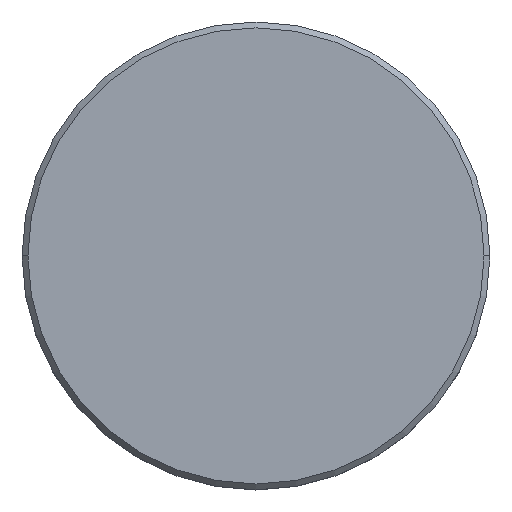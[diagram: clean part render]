
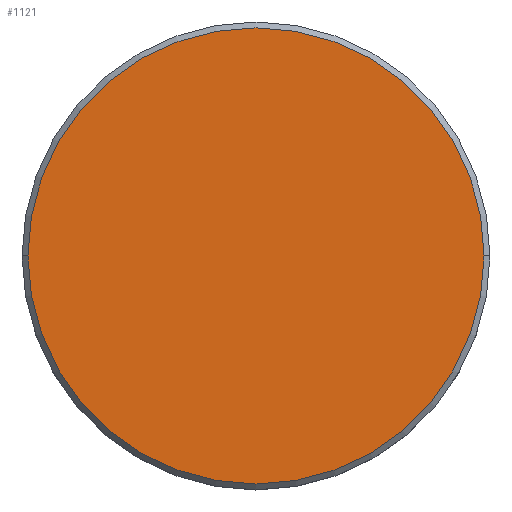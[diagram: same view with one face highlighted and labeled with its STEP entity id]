
A CAD part, top view. The second image highlights one B-rep face of the part: STEP entity #1121.
In plain terms, the highlighted planar face has unit normal (0, 0, 1).
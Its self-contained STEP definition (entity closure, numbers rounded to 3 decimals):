
#39 = EDGE_CURVE ( 'NONE', #345, #779, #789, .T. ) ;
#128 = EDGE_CURVE ( 'NONE', #779, #345, #517, .T. ) ;
#172 = ORIENTED_EDGE ( 'NONE', *, *, #128, .T. ) ;
#232 = PLANE ( 'NONE',  #864 ) ;
#278 = DIRECTION ( 'NONE',  ( 0., 0., 1. ) ) ;
#326 = DIRECTION ( 'NONE',  ( 1., 0., 0. ) ) ;
#345 = VERTEX_POINT ( 'NONE', #505 ) ;
#425 = ORIENTED_EDGE ( 'NONE', *, *, #39, .T. ) ;
#459 = EDGE_LOOP ( 'NONE', ( #172, #425 ) ) ;
#461 = CARTESIAN_POINT ( 'NONE',  ( 0., 0., 0. ) ) ;
#475 = AXIS2_PLACEMENT_3D ( 'NONE', #461, #278, #326 ) ;
#505 = CARTESIAN_POINT ( 'NONE',  ( 19.5, 0., 0. ) ) ;
#517 = CIRCLE ( 'NONE', #475, 19.5 ) ;
#561 = DIRECTION ( 'NONE',  ( 1., 0., 0. ) ) ;
#636 = CARTESIAN_POINT ( 'NONE',  ( 0., 0., 0. ) ) ;
#675 = AXIS2_PLACEMENT_3D ( 'NONE', #636, #999, #561 ) ;
#718 = CARTESIAN_POINT ( 'NONE',  ( -19.5, 0., 0. ) ) ;
#763 = FACE_OUTER_BOUND ( 'NONE', #459, .T. ) ;
#766 = CARTESIAN_POINT ( 'NONE',  ( 0., 0., 0. ) ) ;
#779 = VERTEX_POINT ( 'NONE', #718 ) ;
#789 = CIRCLE ( 'NONE', #675, 19.5 ) ;
#861 = DIRECTION ( 'NONE',  ( 1., 0., 0. ) ) ;
#864 = AXIS2_PLACEMENT_3D ( 'NONE', #766, #1016, #861 ) ;
#999 = DIRECTION ( 'NONE',  ( 0., 0., 1. ) ) ;
#1016 = DIRECTION ( 'NONE',  ( 0., 0., 1. ) ) ;
#1121 = ADVANCED_FACE ( 'NONE', ( #763 ), #232, .T. ) ;
